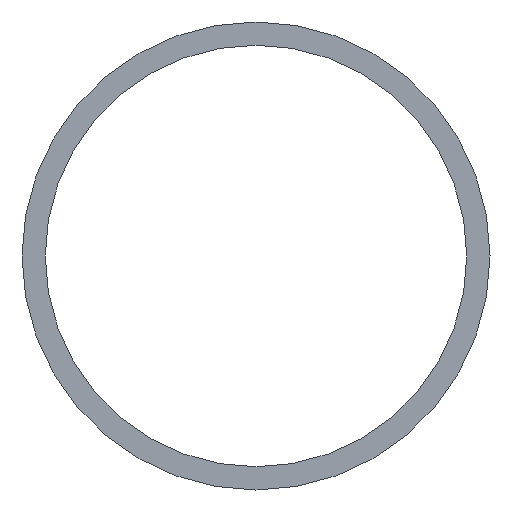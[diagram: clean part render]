
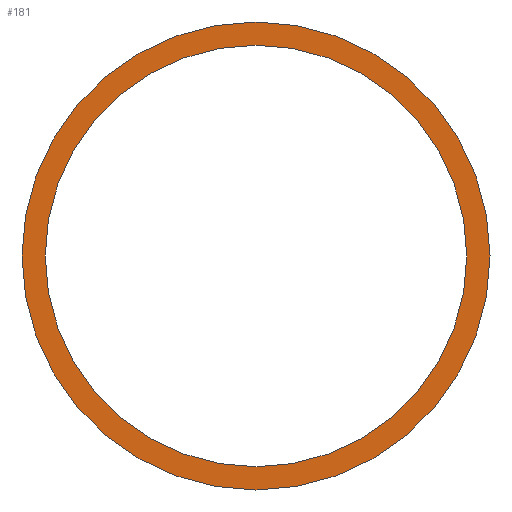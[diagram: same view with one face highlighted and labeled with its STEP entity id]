
A CAD part, left-side view. The second image highlights one B-rep face of the part: STEP entity #181.
In plain terms, the highlighted planar face has unit normal (-1, 0, 0).
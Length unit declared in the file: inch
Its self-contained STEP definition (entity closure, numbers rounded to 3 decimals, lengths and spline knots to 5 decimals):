
#4 = AXIS2_PLACEMENT_3D ( 'NONE', #207, #192, #163 ) ;
#8 = AXIS2_PLACEMENT_3D ( 'NONE', #33, #105, #95 ) ;
#14 = EDGE_CURVE ( 'NONE', #158, #35, #49, .T. ) ;
#24 = DIRECTION ( 'NONE',  ( 0., 0., -1. ) ) ;
#25 = CARTESIAN_POINT ( 'NONE',  ( -0.01563, 0., 0.563 ) ) ;
#33 = CARTESIAN_POINT ( 'NONE',  ( -0.01563, 0., 0. ) ) ;
#35 = VERTEX_POINT ( 'NONE', #148 ) ;
#39 = CIRCLE ( 'NONE', #8, 0.625 ) ;
#44 = FACE_OUTER_BOUND ( 'NONE', #213, .T. ) ;
#49 = CIRCLE ( 'NONE', #4, 0.563 ) ;
#51 = VERTEX_POINT ( 'NONE', #190 ) ;
#59 = CARTESIAN_POINT ( 'NONE',  ( -0.01563, 0., 0. ) ) ;
#67 = CIRCLE ( 'NONE', #144, 0.625 ) ;
#78 = CARTESIAN_POINT ( 'NONE',  ( -0.01563, 0., 0. ) ) ;
#81 = EDGE_CURVE ( 'NONE', #107, #51, #39, .T. ) ;
#88 = ORIENTED_EDGE ( 'NONE', *, *, #135, .T. ) ;
#95 = DIRECTION ( 'NONE',  ( 0., 0., -1. ) ) ;
#100 = DIRECTION ( 'NONE',  ( 1., 0., 0. ) ) ;
#101 = AXIS2_PLACEMENT_3D ( 'NONE', #78, #167, #183 ) ;
#103 = AXIS2_PLACEMENT_3D ( 'NONE', #59, #194, #24 ) ;
#105 = DIRECTION ( 'NONE',  ( 1., 0., 0. ) ) ;
#106 = EDGE_CURVE ( 'NONE', #51, #107, #67, .T. ) ;
#107 = VERTEX_POINT ( 'NONE', #195 ) ;
#114 = CIRCLE ( 'NONE', #101, 0.563 ) ;
#121 = FACE_BOUND ( 'NONE', #187, .T. ) ;
#123 = CARTESIAN_POINT ( 'NONE',  ( -0.01563, 0., 0. ) ) ;
#135 = EDGE_CURVE ( 'NONE', #35, #158, #114, .T. ) ;
#141 = DIRECTION ( 'NONE',  ( 0., 0., -1. ) ) ;
#144 = AXIS2_PLACEMENT_3D ( 'NONE', #123, #100, #141 ) ;
#148 = CARTESIAN_POINT ( 'NONE',  ( -0.01563, 0., -0.563 ) ) ;
#158 = VERTEX_POINT ( 'NONE', #25 ) ;
#163 = DIRECTION ( 'NONE',  ( 0., 0., -1. ) ) ;
#167 = DIRECTION ( 'NONE',  ( 1., 0., 0. ) ) ;
#181 = ADVANCED_FACE ( 'NONE', ( #44, #121 ), #208, .F. ) ;
#183 = DIRECTION ( 'NONE',  ( 0., 0., -1. ) ) ;
#187 = EDGE_LOOP ( 'NONE', ( #201, #88 ) ) ;
#190 = CARTESIAN_POINT ( 'NONE',  ( -0.01563, 0., -0.625 ) ) ;
#192 = DIRECTION ( 'NONE',  ( 1., 0., 0. ) ) ;
#194 = DIRECTION ( 'NONE',  ( 1., 0., 0. ) ) ;
#195 = CARTESIAN_POINT ( 'NONE',  ( -0.01563, 0., 0.625 ) ) ;
#201 = ORIENTED_EDGE ( 'NONE', *, *, #14, .T. ) ;
#207 = CARTESIAN_POINT ( 'NONE',  ( -0.01563, 0., 0. ) ) ;
#208 = PLANE ( 'NONE',  #103 ) ;
#212 = ORIENTED_EDGE ( 'NONE', *, *, #106, .F. ) ;
#213 = EDGE_LOOP ( 'NONE', ( #216, #212 ) ) ;
#216 = ORIENTED_EDGE ( 'NONE', *, *, #81, .F. ) ;
